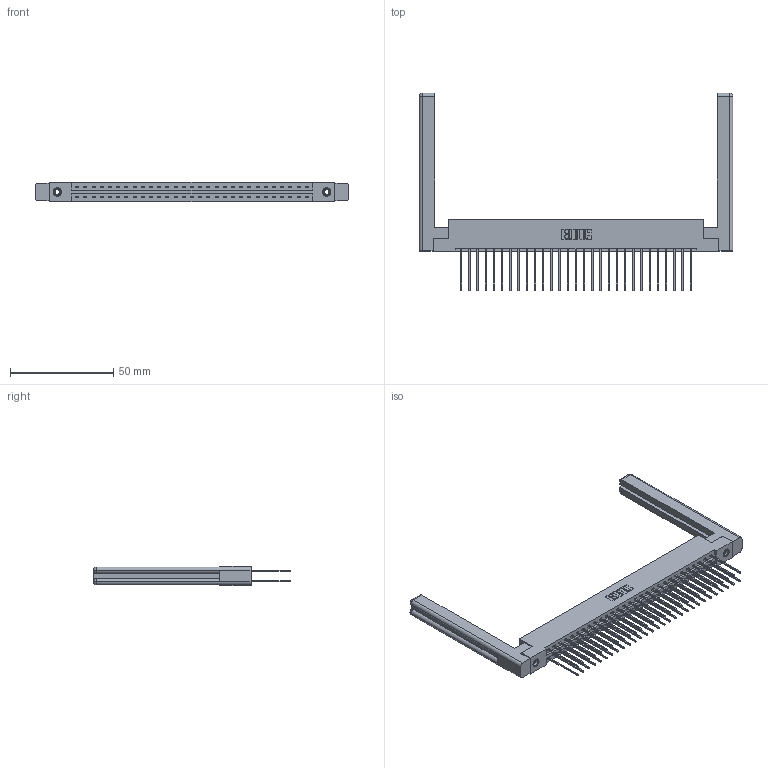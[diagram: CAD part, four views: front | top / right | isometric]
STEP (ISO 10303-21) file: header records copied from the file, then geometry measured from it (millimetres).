
FILE_DESCRIPTION (( 'STEP AP203' ), '1' );
FILE_NAME ('337-058-541-258.STEP', '2019-10-09T19:45:52', ( '' ), ( '' ), 'SwSTEP 2.0', 'SolidWorks 2016', '' );
FILE_SCHEMA (( 'CONFIG_CONTROL_DESIGN' ));
Length unit declared in the file: inch
Products named in the file (5): 345-292-001_345-293-141; 337-058-541-258; 345-250-001_345-250-001-102; 337 Part_Flush Mounting Lugs - 0.156 Dia-TI; 307-220-058
Assembly tree (63 placements, depth 2):
  337-058-541-258
    337 Part_Flush Mounting Lugs - 0.156 Dia-TI
    345-292-001_345-293-141  x58
    345-250-001_345-250-001-102  x2
    307-220-058  x2
Bounding box: 151.54 x 95.38 x 9.4 mm (x, y, z)
Volume: 23272.2 mm3; surface area: 24825.5 mm2
Topology: 63 solids, 63 shells, 3388 faces, 10003 edges, 6578 vertices
Faces by surface type: plane 2358, cylinder 1006, cone 12, torus 12
Entity records: 26818 total; most frequent: CARTESIAN_POINT 4537, ORIENTED_EDGE 4412, DIRECTION 3898, EDGE_CURVE 2206, LINE 2030, VECTOR 2030, VERTEX_POINT 1462, AXIS2_PLACEMENT_3D 934
